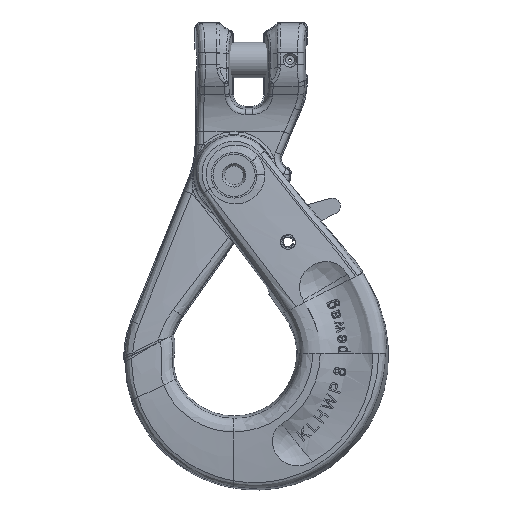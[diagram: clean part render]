
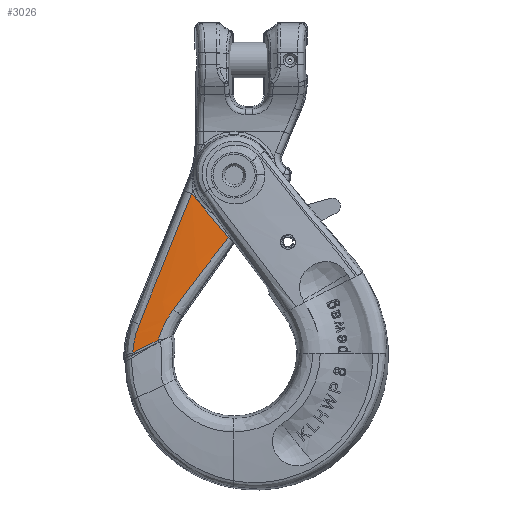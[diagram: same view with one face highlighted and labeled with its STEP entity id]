
A CAD part, top view. The second image highlights one B-rep face of the part: STEP entity #3026.
In plain terms, the highlighted free-form (B-spline) face has degree [3, 3] with [4, 4] control points.
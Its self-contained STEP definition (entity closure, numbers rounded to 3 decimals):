
#340=B_SPLINE_SURFACE_WITH_KNOTS('',3,3,((#16769,#16770,#16771,#16772),
(#16773,#16774,#16775,#16776),(#16777,#16778,#16779,#16780),(#16781,#16782,
#16783,#16784)),.UNSPECIFIED.,.F.,.F.,.F.,(4,4),(4,4),(0.,1.),(0.,1.),
 .UNSPECIFIED.);
#520=B_SPLINE_CURVE_WITH_KNOTS('',3,(#13472,#13473,#13474,#13475,#13476,
#13477,#13478,#13479,#13480,#13481),.UNSPECIFIED.,.F.,.F.,(4,2,2,2,4),(0.,
0.25,0.375,0.5,1.),.UNSPECIFIED.);
#525=B_SPLINE_CURVE_WITH_KNOTS('',3,(#13552,#13553,#13554,#13555,#13556,
#13557,#13558),.UNSPECIFIED.,.F.,.F.,(4,3,4),(0.,0.69,1.),
 .UNSPECIFIED.);
#678=B_SPLINE_CURVE_WITH_KNOTS('',3,(#16439,#16440,#16441,#16442),
 .UNSPECIFIED.,.F.,.F.,(4,4),(0.,1.),.UNSPECIFIED.);
#694=B_SPLINE_CURVE_WITH_KNOTS('',3,(#16731,#16732,#16733,#16734,#16735,
#16736,#16737,#16738,#16739,#16740,#16741,#16742),.UNSPECIFIED.,.F.,.F.,
(4,2,2,2,2,4),(0.,0.5,0.563,0.625,0.75,1.),.UNSPECIFIED.);
#695=B_SPLINE_CURVE_WITH_KNOTS('',3,(#16743,#16744,#16745,#16746,#16747,
#16748,#16749,#16750,#16751,#16752,#16753,#16754,#16755,#16756,#16757,#16758,
#16759,#16760,#16761,#16762,#16763),.UNSPECIFIED.,.F.,.F.,(4,2,2,1,2,2,
1,1,2,2,2,4),(0.,0.25,0.313,0.375,
0.5,0.508,0.516,0.531,
0.563,0.625,0.75,1.),.UNSPECIFIED.);
#696=B_SPLINE_CURVE_WITH_KNOTS('',3,(#16765,#16766,#16767,#16768),
 .UNSPECIFIED.,.F.,.F.,(4,4),(0.,1.),.UNSPECIFIED.);
#2362=FACE_OUTER_BOUND('',#3920,.T.);
#3026=ADVANCED_FACE('',(#2362),#340,.F.);
#3920=EDGE_LOOP('',(#5508,#5509,#5510,#5511,#5512,#5513));
#5508=ORIENTED_EDGE('',*,*,#8438,.T.);
#5509=ORIENTED_EDGE('',*,*,#8915,.T.);
#5510=ORIENTED_EDGE('',*,*,#8866,.T.);
#5511=ORIENTED_EDGE('',*,*,#8916,.T.);
#5512=ORIENTED_EDGE('',*,*,#8917,.T.);
#5513=ORIENTED_EDGE('',*,*,#8443,.T.);
#7472=VERTEX_POINT('',#13462);
#7474=VERTEX_POINT('',#13471);
#7477=VERTEX_POINT('',#13544);
#7705=VERTEX_POINT('',#16438);
#7706=VERTEX_POINT('',#16443);
#7738=VERTEX_POINT('',#16764);
#8438=EDGE_CURVE('',#7472,#7474,#520,.T.);
#8443=EDGE_CURVE('',#7477,#7472,#525,.T.);
#8866=EDGE_CURVE('',#7706,#7705,#678,.T.);
#8915=EDGE_CURVE('',#7474,#7706,#694,.T.);
#8916=EDGE_CURVE('',#7705,#7738,#695,.T.);
#8917=EDGE_CURVE('',#7738,#7477,#696,.T.);
#13462=CARTESIAN_POINT('',(-15.726,4.517,6.709));
#13471=CARTESIAN_POINT('',(-10.558,14.915,6.304));
#13472=CARTESIAN_POINT('',(-15.726,4.518,6.71));
#13473=CARTESIAN_POINT('',(-15.439,5.494,6.642));
#13474=CARTESIAN_POINT('',(-15.118,6.419,6.589));
#13475=CARTESIAN_POINT('',(-14.578,7.78,6.522));
#13476=CARTESIAN_POINT('',(-14.386,8.235,6.502));
#13477=CARTESIAN_POINT('',(-13.977,9.144,6.464));
#13478=CARTESIAN_POINT('',(-13.788,9.538,6.449));
#13479=CARTESIAN_POINT('',(-12.77,11.565,6.378));
#13480=CARTESIAN_POINT('',(-11.759,13.254,6.337));
#13481=CARTESIAN_POINT('',(-10.558,14.915,6.304));
#13544=CARTESIAN_POINT('',(-24.315,0.141,5.82));
#13552=CARTESIAN_POINT('',(-24.315,0.142,5.82));
#13553=CARTESIAN_POINT('',(-22.339,1.146,6.035));
#13554=CARTESIAN_POINT('',(-20.363,2.152,6.244));
#13555=CARTESIAN_POINT('',(-18.387,3.159,6.445));
#13556=CARTESIAN_POINT('',(-17.5,3.612,6.535));
#13557=CARTESIAN_POINT('',(-16.613,4.064,6.624));
#13558=CARTESIAN_POINT('',(-15.726,4.517,6.71));
#16438=CARTESIAN_POINT('',(-4.341,54.161,5.1));
#16439=CARTESIAN_POINT('',(8.167,39.28,5.1));
#16440=CARTESIAN_POINT('',(3.998,44.241,5.1));
#16441=CARTESIAN_POINT('',(-0.171,49.201,5.1));
#16442=CARTESIAN_POINT('',(-4.341,54.161,5.1));
#16443=CARTESIAN_POINT('',(8.167,39.28,5.1));
#16731=CARTESIAN_POINT('',(-10.558,14.915,6.304));
#16732=CARTESIAN_POINT('',(-7.268,19.468,6.213));
#16733=CARTESIAN_POINT('',(-4.195,23.476,6.064));
#16734=CARTESIAN_POINT('',(-0.954,27.649,5.855));
#16735=CARTESIAN_POINT('',(-0.535,28.189,5.827));
#16736=CARTESIAN_POINT('',(0.247,29.192,5.773));
#16737=CARTESIAN_POINT('',(0.639,29.693,5.745));
#16738=CARTESIAN_POINT('',(1.815,31.197,5.658));
#16739=CARTESIAN_POINT('',(2.603,32.201,5.597));
#16740=CARTESIAN_POINT('',(4.973,35.216,5.402));
#16741=CARTESIAN_POINT('',(6.565,37.235,5.257));
#16742=CARTESIAN_POINT('',(8.17,39.276,5.1));
#16743=CARTESIAN_POINT('',(-4.336,54.155,5.1));
#16744=CARTESIAN_POINT('',(-5.901,50.313,5.142));
#16745=CARTESIAN_POINT('',(-7.384,46.625,5.18));
#16746=CARTESIAN_POINT('',(-9.133,42.228,5.225));
#16747=CARTESIAN_POINT('',(-9.516,41.267,5.234));
#16748=CARTESIAN_POINT('',(-10.248,39.424,5.253));
#16749=CARTESIAN_POINT('',(-11.348,36.66,5.281));
#16750=CARTESIAN_POINT('',(-12.45,33.89,5.308));
#16751=CARTESIAN_POINT('',(-13.231,31.926,5.327));
#16752=CARTESIAN_POINT('',(-13.299,31.755,5.329));
#16753=CARTESIAN_POINT('',(-13.412,31.469,5.331));
#16754=CARTESIAN_POINT('',(-13.582,31.043,5.335));
#16755=CARTESIAN_POINT('',(-13.975,30.057,5.345));
#16756=CARTESIAN_POINT('',(-14.305,29.228,5.353));
#16757=CARTESIAN_POINT('',(-14.958,27.591,5.368));
#16758=CARTESIAN_POINT('',(-15.383,26.528,5.378));
#16759=CARTESIAN_POINT('',(-16.625,23.426,5.406));
#16760=CARTESIAN_POINT('',(-17.41,21.472,5.424));
#16761=CARTESIAN_POINT('',(-19.638,15.951,5.47));
#16762=CARTESIAN_POINT('',(-20.954,12.725,5.494));
#16763=CARTESIAN_POINT('',(-22.098,9.953,5.511));
#16764=CARTESIAN_POINT('',(-22.098,9.953,5.511));
#16765=CARTESIAN_POINT('',(-22.098,9.953,5.511));
#16766=CARTESIAN_POINT('',(-23.398,6.806,5.531));
#16767=CARTESIAN_POINT('',(-24.125,3.525,5.607));
#16768=CARTESIAN_POINT('',(-24.315,0.141,5.82));
#16769=CARTESIAN_POINT('',(-8.57,59.193,5.1));
#16770=CARTESIAN_POINT('',(-16.266,37.513,5.105));
#16771=CARTESIAN_POINT('',(-23.963,15.834,5.111));
#16772=CARTESIAN_POINT('',(-31.659,-5.845,5.116));
#16773=CARTESIAN_POINT('',(-2.203,51.618,5.1));
#16774=CARTESIAN_POINT('',(-9.546,33.674,5.405));
#16775=CARTESIAN_POINT('',(-16.889,15.73,5.71));
#16776=CARTESIAN_POINT('',(-24.231,-2.215,6.014));
#16777=CARTESIAN_POINT('',(4.163,44.044,5.1));
#16778=CARTESIAN_POINT('',(-2.826,29.835,5.704));
#16779=CARTESIAN_POINT('',(-9.815,15.625,6.308));
#16780=CARTESIAN_POINT('',(-16.804,1.416,6.912));
#16781=CARTESIAN_POINT('',(10.53,36.469,5.1));
#16782=CARTESIAN_POINT('',(3.894,25.995,6.004));
#16783=CARTESIAN_POINT('',(-2.741,15.521,6.907));
#16784=CARTESIAN_POINT('',(-9.376,5.046,7.811));
